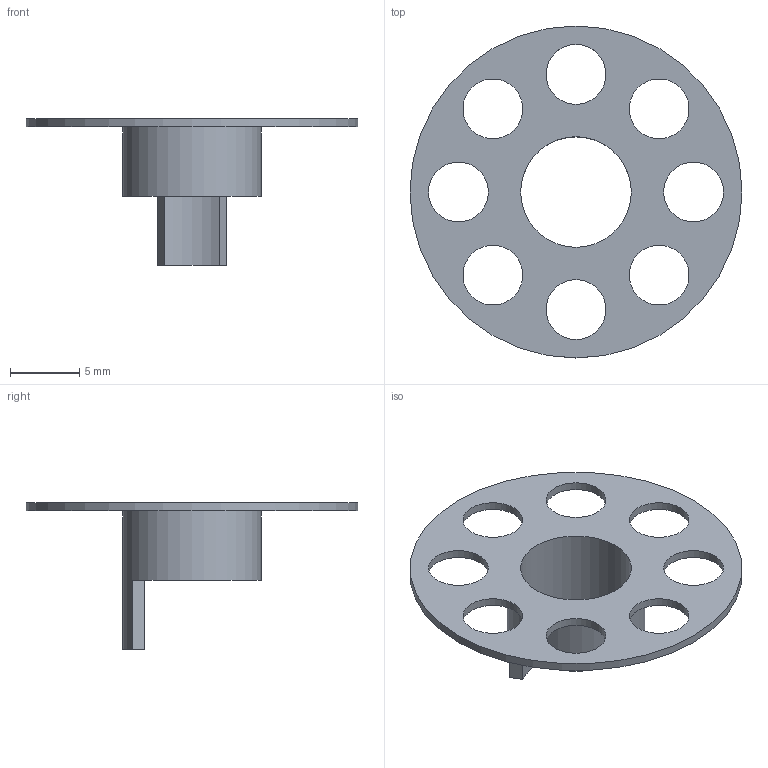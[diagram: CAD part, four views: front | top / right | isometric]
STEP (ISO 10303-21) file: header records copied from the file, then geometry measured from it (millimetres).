
FILE_DESCRIPTION(/* description */ (''),/* implementation_level */ '2;1');
FILE_NAME(/* name */ 'MiniKabelrolle_1',/* time_stamp */ '2024-11-16T16:23:21+01:00',/* author */ (''),/* organization */ (''),/* preprocessor_version */ 'ST-DEVELOPER v19.2',/* originating_system */ 'Rhino 8.13',/* authorisation */ '');
FILE_SCHEMA (('CONFIG_CONTROL_DESIGN'));
Length unit declared in the file: millimetre
Products named in the file (1): Document
Bounding box: 24 x 24 x 10.6 mm (x, y, z)
Volume: 335.6 mm3; surface area: 1034.5 mm2
Topology: 1 solids, 1 shells, 17 faces, 45 edges, 30 vertices
Faces by surface type: cylinder 11, plane 6
Full cylindrical faces by diameter (mm): 4.326 x8, 8 x1, 10 x1, 24 x1
Entity records: 638 total; most frequent: CARTESIAN_POINT 125, ORIENTED_EDGE 90, DIRECTION 73, EDGE_CURVE 45, AXIS2_PLACEMENT_3D 45, EDGE_LOOP 35, VERTEX_POINT 30, CIRCLE 26
